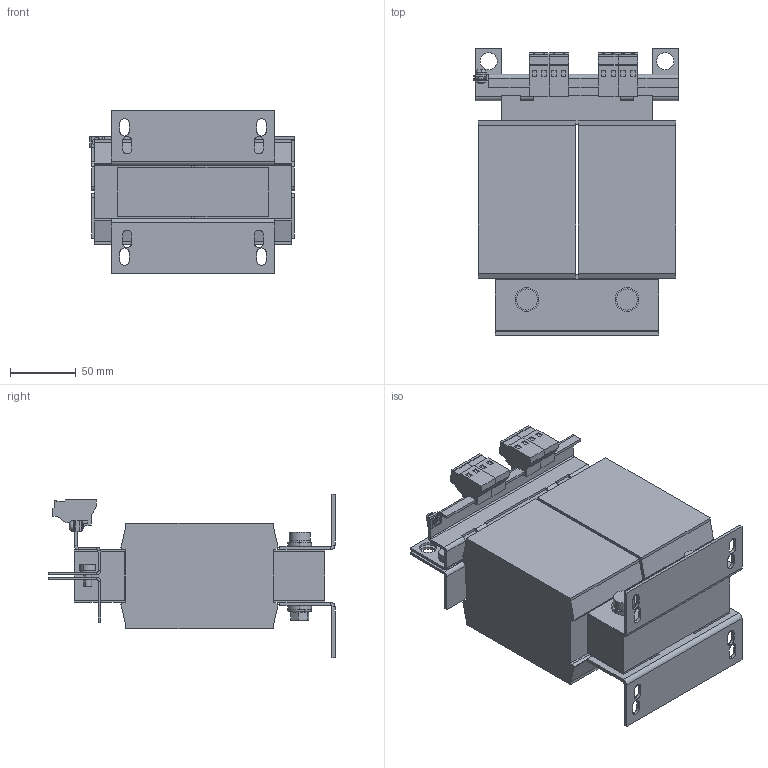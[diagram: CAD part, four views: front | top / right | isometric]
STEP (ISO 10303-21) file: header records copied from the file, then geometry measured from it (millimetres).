
FILE_DESCRIPTION (( 'STEP AP214' ), '1' );
FILE_NAME ('196912.STEP', '2020-08-03T04:41:17', ( '' ), ( '' ), 'SwSTEP 2.0', 'SolidWorks 2018', '' );
FILE_SCHEMA (( 'AUTOMOTIVE_DESIGN' ));
Length unit declared in the file: millimetre
Products named in the file (1): 196912
Bounding box: 155.5 x 217.5 x 124 mm (x, y, z)
Volume: 1810010 mm3; surface area: 195648.8 mm2
Topology: 1 solids, 1 shells, 578 faces, 1454 edges, 900 vertices
Faces by surface type: plane 448, cylinder 118, cone 6, torus 6
Entity records: 17137 total; most frequent: CARTESIAN_POINT 3121, ORIENTED_EDGE 2904, DIRECTION 2839, EDGE_CURVE 1452, LINE 1151, VECTOR 1151, VERTEX_POINT 900, AXIS2_PLACEMENT_3D 844
